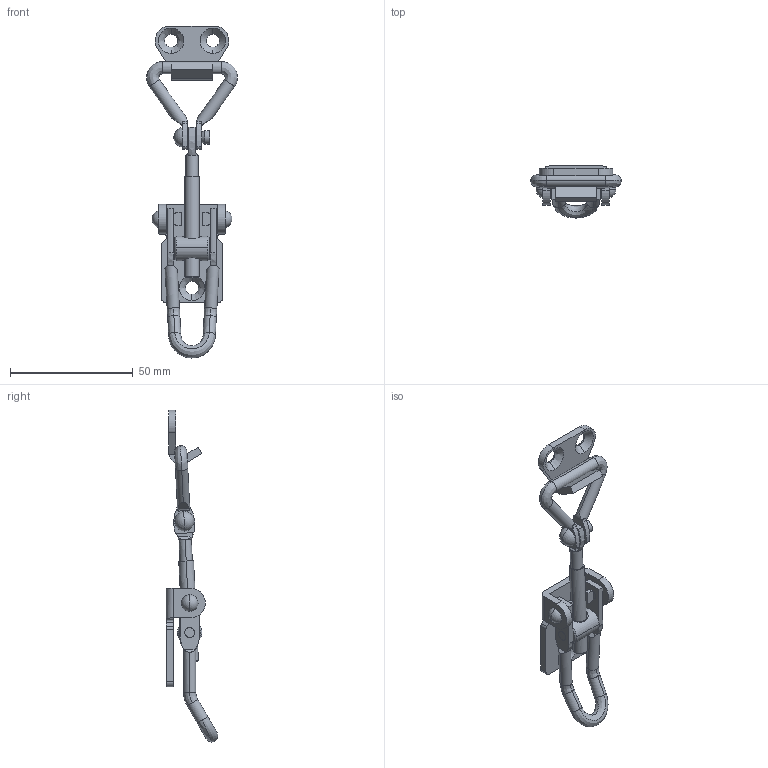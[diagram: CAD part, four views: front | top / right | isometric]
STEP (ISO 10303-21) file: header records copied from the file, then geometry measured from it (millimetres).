
FILE_DESCRIPTION( (''), '2;1');
FILE_NAME ('PC002.13092.TL_450SUS_18284.stp','2025-08-29T18:37:15',(''),(''),'spGate 19.8.4 (****-****-****-****)','','');
FILE_SCHEMA (('AUTOMOTIVE_DESIGN'));
Length unit declared in the file: millimetre
Products named in the file (7): Assembly; TL-450SUS-K; アーム; ソケット; ベース; ボルト; レバー
Assembly tree (6 placements, depth 2):
  Assembly
    TL-450SUS-K
    アーム
    ソケット
    ベース
    ボルト
    レバー
Bounding box: 37 x 21.1 x 135.04 mm (x, y, z)
Volume: 12459.6 mm3; surface area: 11019.1 mm2
Topology: 6 solids, 6 shells, 222 faces, 542 edges, 337 vertices
Faces by surface type: cylinder 90, plane 76, bspline 46, sphere 10
Entity records: 12146 total; most frequent: CARTESIAN_POINT 2793, ORIENTED_EDGE 1072, DIRECTION 956, COLOUR_RGB 764, PRESENTATION_STYLE_ASSIGNMENT 764, STYLED_ITEM 764, EDGE_CURVE 536, DRAUGHTING_PRE_DEFINED_CURVE_FONT 536
